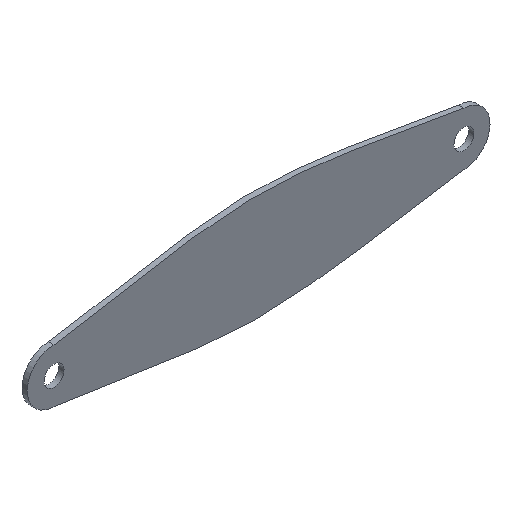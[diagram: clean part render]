
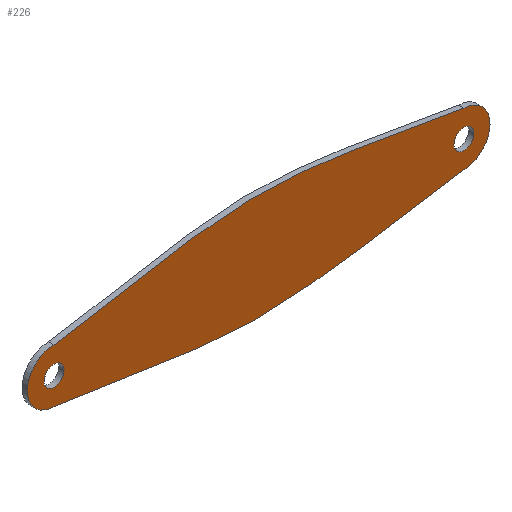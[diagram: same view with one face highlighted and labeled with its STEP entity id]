
A CAD part, isometric view. The second image highlights one B-rep face of the part: STEP entity #226.
In plain terms, the highlighted planar face has unit normal (0, -1, 0).
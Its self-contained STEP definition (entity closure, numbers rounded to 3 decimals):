
#18=FACE_BOUND('',#64,.T.);
#19=FACE_BOUND('',#65,.T.);
#20=(
BOUNDED_CURVE()
B_SPLINE_CURVE(2,(#652,#653,#654),.UNSPECIFIED.,.F.,.F.)
B_SPLINE_CURVE_WITH_KNOTS((3,3),(0.,15.417),.UNSPECIFIED.)
CURVE()
GEOMETRIC_REPRESENTATION_ITEM()
RATIONAL_B_SPLINE_CURVE((1.,3.,1.))
REPRESENTATION_ITEM('')
);
#22=(
BOUNDED_CURVE()
B_SPLINE_CURVE(2,(#675,#676,#677),.UNSPECIFIED.,.F.,.F.)
B_SPLINE_CURVE_WITH_KNOTS((3,3),(0.,15.493),.UNSPECIFIED.)
CURVE()
GEOMETRIC_REPRESENTATION_ITEM()
RATIONAL_B_SPLINE_CURVE((1.,3.,1.))
REPRESENTATION_ITEM('')
);
#28=PLANE('',#261);
#47=FACE_OUTER_BOUND('',#63,.T.);
#63=EDGE_LOOP('',(#202,#203,#204,#205));
#64=EDGE_LOOP('',(#206));
#65=EDGE_LOOP('',(#207));
#91=CIRCLE('',#250,3.75);
#93=CIRCLE('',#253,3.75);
#94=CIRCLE('',#255,10.003);
#96=CIRCLE('',#258,10.);
#107=VERTEX_POINT('',#635);
#109=VERTEX_POINT('',#641);
#110=VERTEX_POINT('',#650);
#111=VERTEX_POINT('',#651);
#114=VERTEX_POINT('',#663);
#116=VERTEX_POINT('',#674);
#132=EDGE_CURVE('',#107,#107,#91,.T.);
#135=EDGE_CURVE('',#109,#109,#93,.T.);
#136=EDGE_CURVE('',#110,#111,#20,.T.);
#140=EDGE_CURVE('',#114,#111,#94,.T.);
#143=EDGE_CURVE('',#116,#114,#22,.T.);
#146=EDGE_CURVE('',#110,#116,#96,.T.);
#202=ORIENTED_EDGE('',*,*,#146,.F.);
#203=ORIENTED_EDGE('',*,*,#136,.T.);
#204=ORIENTED_EDGE('',*,*,#140,.F.);
#205=ORIENTED_EDGE('',*,*,#143,.F.);
#206=ORIENTED_EDGE('',*,*,#135,.F.);
#207=ORIENTED_EDGE('',*,*,#132,.F.);
#226=ADVANCED_FACE('',(#47,#18,#19),#28,.F.);
#250=AXIS2_PLACEMENT_3D('',#637,#287,#288);
#253=AXIS2_PLACEMENT_3D('',#643,#294,#295);
#255=AXIS2_PLACEMENT_3D('',#664,#300,#301);
#258=AXIS2_PLACEMENT_3D('',#684,#308,#309);
#261=AXIS2_PLACEMENT_3D('',#687,#314,#315);
#287=DIRECTION('center_axis',(0.,-1.,0.));
#288=DIRECTION('ref_axis',(1.,0.,0.));
#294=DIRECTION('center_axis',(0.,-1.,0.));
#295=DIRECTION('ref_axis',(1.,0.,0.));
#300=DIRECTION('center_axis',(0.,1.,0.));
#301=DIRECTION('ref_axis',(1.,0.,0.));
#308=DIRECTION('center_axis',(0.,1.,0.));
#309=DIRECTION('ref_axis',(1.,0.,0.));
#314=DIRECTION('center_axis',(0.,1.,0.));
#315=DIRECTION('ref_axis',(1.,0.,0.));
#635=CARTESIAN_POINT('',(-49.15,0.,0.));
#637=CARTESIAN_POINT('Origin',(-45.4,0.,0.));
#641=CARTESIAN_POINT('',(104.35,0.,0.));
#643=CARTESIAN_POINT('Origin',(108.1,0.,0.));
#650=CARTESIAN_POINT('',(-45.4,0.,-10.));
#651=CARTESIAN_POINT('',(107.593,0.,-10.));
#652=CARTESIAN_POINT('Ctrl Pts',(-45.4,0.,-10.));
#653=CARTESIAN_POINT('Ctrl Pts',(31.169,0.,-22.69));
#654=CARTESIAN_POINT('Ctrl Pts',(107.593,0.,-10.));
#663=CARTESIAN_POINT('',(108.1,0.,10.));
#664=CARTESIAN_POINT('Origin',(107.846,0.,0.));
#674=CARTESIAN_POINT('',(-45.4,0.,10.));
#675=CARTESIAN_POINT('Ctrl Pts',(-45.4,0.,10.));
#676=CARTESIAN_POINT('Ctrl Pts',(31.,0.,24.));
#677=CARTESIAN_POINT('Ctrl Pts',(108.1,0.,10.));
#684=CARTESIAN_POINT('Origin',(-45.4,0.,0.));
#687=CARTESIAN_POINT('Origin',(31.225,0.,0.655));
